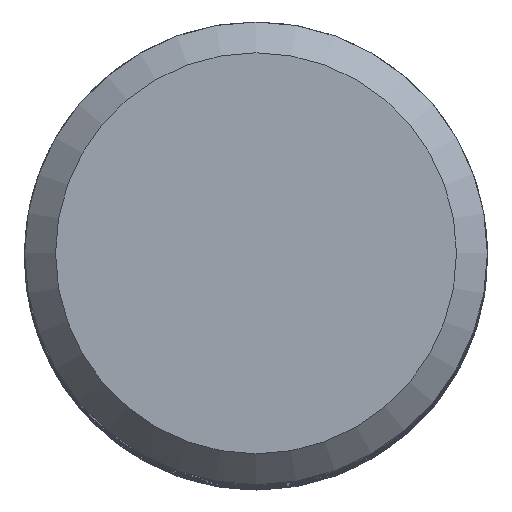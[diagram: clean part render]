
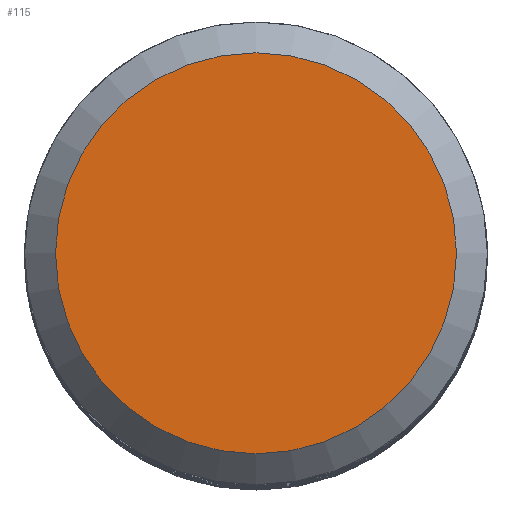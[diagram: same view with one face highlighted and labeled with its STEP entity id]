
A CAD part, top view. The second image highlights one B-rep face of the part: STEP entity #115.
In plain terms, the highlighted planar face has unit normal (0, 0, 1).
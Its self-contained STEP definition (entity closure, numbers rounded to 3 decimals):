
#22=CIRCLE('',#125,13.);
#26=PLANE('',#126);
#34=FACE_OUTER_BOUND('',#45,.T.);
#45=EDGE_LOOP('',(#105));
#69=VERTEX_POINT('',#2877);
#81=EDGE_CURVE('',#69,#69,#22,.T.);
#105=ORIENTED_EDGE('',*,*,#81,.F.);
#115=ADVANCED_FACE('',(#34),#26,.T.);
#125=AXIS2_PLACEMENT_3D('',#2878,#149,#150);
#126=AXIS2_PLACEMENT_3D('',#2879,#151,#152);
#149=DIRECTION('center_axis',(0.,0.,-1.));
#150=DIRECTION('ref_axis',(-1.,0.,0.));
#151=DIRECTION('center_axis',(0.,0.,1.));
#152=DIRECTION('ref_axis',(1.,0.,0.));
#2877=CARTESIAN_POINT('',(13.,0.,100.));
#2878=CARTESIAN_POINT('Origin',(0.,0.,100.));
#2879=CARTESIAN_POINT('Origin',(0.,0.,
100.));
